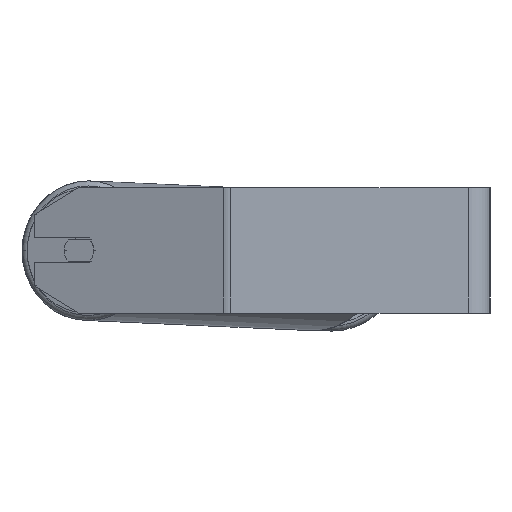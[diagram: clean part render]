
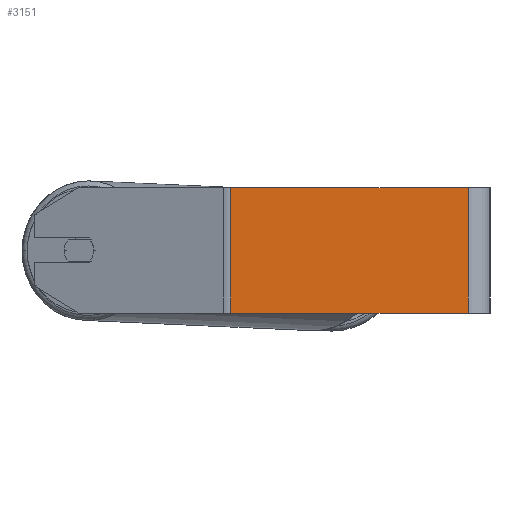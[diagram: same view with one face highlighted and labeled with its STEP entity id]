
A CAD part, left-side view. The second image highlights one B-rep face of the part: STEP entity #3151.
In plain terms, the highlighted planar face has unit normal (-1, 0, 0).
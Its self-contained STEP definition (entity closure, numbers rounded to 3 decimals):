
#168 = ORIENTED_EDGE ( 'NONE', *, *, #6511, .F. ) ;
#213 = DIRECTION ( 'NONE',  ( 0., -1., 0. ) ) ;
#361 = PLANE ( 'NONE',  #6225 ) ;
#493 = DIRECTION ( 'NONE',  ( 0., 0., -1. ) ) ;
#1151 = DIRECTION ( 'NONE',  ( 1., 0., 0. ) ) ;
#1296 = VECTOR ( 'NONE', #8543, 1000. ) ;
#1423 = CARTESIAN_POINT ( 'NONE',  ( -700., 165.067, -40. ) ) ;
#1571 = VECTOR ( 'NONE', #5458, 1000. ) ;
#1599 = EDGE_CURVE ( 'NONE', #1763, #7130, #8220, .T. ) ;
#1628 = CARTESIAN_POINT ( 'NONE',  ( -700., 167.536, -40. ) ) ;
#1763 = VERTEX_POINT ( 'NONE', #1423 ) ;
#2062 = CARTESIAN_POINT ( 'NONE',  ( -700., 14., 40. ) ) ;
#2907 = VERTEX_POINT ( 'NONE', #7494 ) ;
#3151 = ADVANCED_FACE ( 'NONE', ( #6424 ), #361, .F. ) ;
#3217 = LINE ( 'NONE', #8633, #1296 ) ;
#4502 = CARTESIAN_POINT ( 'NONE',  ( -700., 167.536, 40. ) ) ;
#4961 = VECTOR ( 'NONE', #6457, 1000. ) ;
#5256 = ORIENTED_EDGE ( 'NONE', *, *, #1599, .T. ) ;
#5458 = DIRECTION ( 'NONE',  ( 0., 0., -1. ) ) ;
#5516 = EDGE_CURVE ( 'NONE', #2907, #1763, #6265, .T. ) ;
#5928 = LINE ( 'NONE', #7834, #4961 ) ;
#6225 = AXIS2_PLACEMENT_3D ( 'NONE', #4502, #1151, #493 ) ;
#6265 = LINE ( 'NONE', #8206, #1571 ) ;
#6298 = ORIENTED_EDGE ( 'NONE', *, *, #5516, .T. ) ;
#6424 = FACE_OUTER_BOUND ( 'NONE', #7164, .T. ) ;
#6457 = DIRECTION ( 'NONE',  ( 0., -1., 0. ) ) ;
#6506 = EDGE_CURVE ( 'NONE', #8304, #7130, #3217, .T. ) ;
#6511 = EDGE_CURVE ( 'NONE', #2907, #8304, #5928, .T. ) ;
#6753 = VECTOR ( 'NONE', #213, 1000. ) ;
#7130 = VERTEX_POINT ( 'NONE', #8509 ) ;
#7164 = EDGE_LOOP ( 'NONE', ( #5256, #7282, #168, #6298 ) ) ;
#7282 = ORIENTED_EDGE ( 'NONE', *, *, #6506, .F. ) ;
#7494 = CARTESIAN_POINT ( 'NONE',  ( -700., 165.067, 40. ) ) ;
#7834 = CARTESIAN_POINT ( 'NONE',  ( -700., 167.536, 40. ) ) ;
#8206 = CARTESIAN_POINT ( 'NONE',  ( -700., 165.067, 40. ) ) ;
#8220 = LINE ( 'NONE', #1628, #6753 ) ;
#8304 = VERTEX_POINT ( 'NONE', #2062 ) ;
#8509 = CARTESIAN_POINT ( 'NONE',  ( -700., 14., -40. ) ) ;
#8543 = DIRECTION ( 'NONE',  ( 0., 0., -1. ) ) ;
#8633 = CARTESIAN_POINT ( 'NONE',  ( -700., 14., 40. ) ) ;
